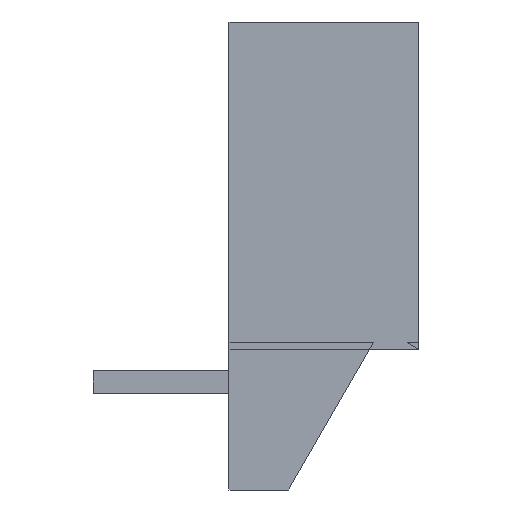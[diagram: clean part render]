
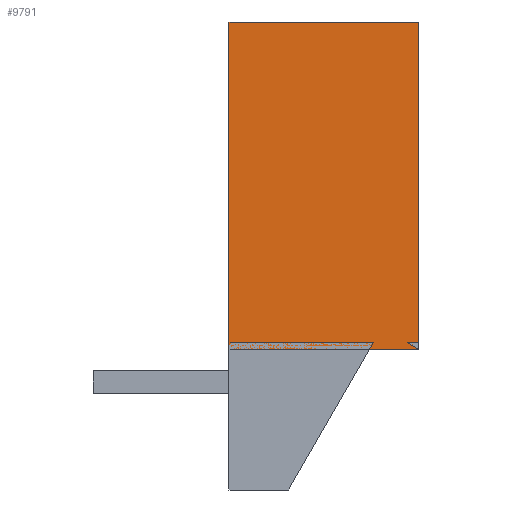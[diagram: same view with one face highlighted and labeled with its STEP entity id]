
A CAD part, left-side view. The second image highlights one B-rep face of the part: STEP entity #9791.
In plain terms, the highlighted planar face has unit normal (-1, 0, 0).
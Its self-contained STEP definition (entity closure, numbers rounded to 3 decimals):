
#9791 = ADVANCED_FACE('',(#9792),#9806,.F.);
#9792 = FACE_BOUND('',#9793,.F.);
#9793 = EDGE_LOOP('',(#9794,#9829,#9857,#9885));
#9794 = ORIENTED_EDGE('',*,*,#9795,.F.);
#9795 = EDGE_CURVE('',#9796,#9798,#9800,.T.);
#9796 = VERTEX_POINT('',#9797);
#9797 = CARTESIAN_POINT('',(1.75,0.,0.));
#9798 = VERTEX_POINT('',#9799);
#9799 = CARTESIAN_POINT('',(1.75,0.,10.));
#9800 = SURFACE_CURVE('',#9801,(#9805,#9817),.PCURVE_S1.);
#9801 = LINE('',#9802,#9803);
#9802 = CARTESIAN_POINT('',(1.75,0.,0.));
#9803 = VECTOR('',#9804,1.);
#9804 = DIRECTION('',(0.,0.,1.));
#9805 = PCURVE('',#9806,#9811);
#9806 = PLANE('',#9807);
#9807 = AXIS2_PLACEMENT_3D('',#9808,#9809,#9810);
#9808 = CARTESIAN_POINT('',(1.75,0.,0.));
#9809 = DIRECTION('',(1.,0.,0.));
#9810 = DIRECTION('',(0.,0.,1.));
#9811 = DEFINITIONAL_REPRESENTATION('',(#9812),#9816);
#9812 = LINE('',#9813,#9814);
#9813 = CARTESIAN_POINT('',(0.,0.));
#9814 = VECTOR('',#9815,1.);
#9815 = DIRECTION('',(1.,0.));
#9816 = ( GEOMETRIC_REPRESENTATION_CONTEXT(2) 
PARAMETRIC_REPRESENTATION_CONTEXT() REPRESENTATION_CONTEXT('2D SPACE',''
  ) );
#9817 = PCURVE('',#9818,#9823);
#9818 = PLANE('',#9819);
#9819 = AXIS2_PLACEMENT_3D('',#9820,#9821,#9822);
#9820 = CARTESIAN_POINT('',(1.75,0.,0.));
#9821 = DIRECTION('',(0.,1.,0.));
#9822 = DIRECTION('',(0.,0.,1.));
#9823 = DEFINITIONAL_REPRESENTATION('',(#9824),#9828);
#9824 = LINE('',#9825,#9826);
#9825 = CARTESIAN_POINT('',(0.,0.));
#9826 = VECTOR('',#9827,1.);
#9827 = DIRECTION('',(1.,0.));
#9828 = ( GEOMETRIC_REPRESENTATION_CONTEXT(2) 
PARAMETRIC_REPRESENTATION_CONTEXT() REPRESENTATION_CONTEXT('2D SPACE',''
  ) );
#9829 = ORIENTED_EDGE('',*,*,#9830,.T.);
#9830 = EDGE_CURVE('',#9796,#9831,#9833,.T.);
#9831 = VERTEX_POINT('',#9832);
#9832 = CARTESIAN_POINT('',(1.75,5.8,0.));
#9833 = SURFACE_CURVE('',#9834,(#9838,#9845),.PCURVE_S1.);
#9834 = LINE('',#9835,#9836);
#9835 = CARTESIAN_POINT('',(1.75,0.,0.));
#9836 = VECTOR('',#9837,1.);
#9837 = DIRECTION('',(0.,1.,0.));
#9838 = PCURVE('',#9806,#9839);
#9839 = DEFINITIONAL_REPRESENTATION('',(#9840),#9844);
#9840 = LINE('',#9841,#9842);
#9841 = CARTESIAN_POINT('',(0.,0.));
#9842 = VECTOR('',#9843,1.);
#9843 = DIRECTION('',(0.,-1.));
#9844 = ( GEOMETRIC_REPRESENTATION_CONTEXT(2) 
PARAMETRIC_REPRESENTATION_CONTEXT() REPRESENTATION_CONTEXT('2D SPACE',''
  ) );
#9845 = PCURVE('',#9846,#9851);
#9846 = PLANE('',#9847);
#9847 = AXIS2_PLACEMENT_3D('',#9848,#9849,#9850);
#9848 = CARTESIAN_POINT('',(1.75,0.,0.));
#9849 = DIRECTION('',(0.,0.,1.));
#9850 = DIRECTION('',(1.,0.,0.));
#9851 = DEFINITIONAL_REPRESENTATION('',(#9852),#9856);
#9852 = LINE('',#9853,#9854);
#9853 = CARTESIAN_POINT('',(0.,0.));
#9854 = VECTOR('',#9855,1.);
#9855 = DIRECTION('',(0.,1.));
#9856 = ( GEOMETRIC_REPRESENTATION_CONTEXT(2) 
PARAMETRIC_REPRESENTATION_CONTEXT() REPRESENTATION_CONTEXT('2D SPACE',''
  ) );
#9857 = ORIENTED_EDGE('',*,*,#9858,.T.);
#9858 = EDGE_CURVE('',#9831,#9859,#9861,.T.);
#9859 = VERTEX_POINT('',#9860);
#9860 = CARTESIAN_POINT('',(1.75,5.8,10.));
#9861 = SURFACE_CURVE('',#9862,(#9866,#9873),.PCURVE_S1.);
#9862 = LINE('',#9863,#9864);
#9863 = CARTESIAN_POINT('',(1.75,5.8,0.));
#9864 = VECTOR('',#9865,1.);
#9865 = DIRECTION('',(0.,0.,1.));
#9866 = PCURVE('',#9806,#9867);
#9867 = DEFINITIONAL_REPRESENTATION('',(#9868),#9872);
#9868 = LINE('',#9869,#9870);
#9869 = CARTESIAN_POINT('',(0.,-5.8));
#9870 = VECTOR('',#9871,1.);
#9871 = DIRECTION('',(1.,0.));
#9872 = ( GEOMETRIC_REPRESENTATION_CONTEXT(2) 
PARAMETRIC_REPRESENTATION_CONTEXT() REPRESENTATION_CONTEXT('2D SPACE',''
  ) );
#9873 = PCURVE('',#9874,#9879);
#9874 = PLANE('',#9875);
#9875 = AXIS2_PLACEMENT_3D('',#9876,#9877,#9878);
#9876 = CARTESIAN_POINT('',(1.75,5.8,0.));
#9877 = DIRECTION('',(0.,1.,0.));
#9878 = DIRECTION('',(0.,0.,1.));
#9879 = DEFINITIONAL_REPRESENTATION('',(#9880),#9884);
#9880 = LINE('',#9881,#9882);
#9881 = CARTESIAN_POINT('',(0.,0.));
#9882 = VECTOR('',#9883,1.);
#9883 = DIRECTION('',(1.,0.));
#9884 = ( GEOMETRIC_REPRESENTATION_CONTEXT(2) 
PARAMETRIC_REPRESENTATION_CONTEXT() REPRESENTATION_CONTEXT('2D SPACE',''
  ) );
#9885 = ORIENTED_EDGE('',*,*,#9886,.F.);
#9886 = EDGE_CURVE('',#9798,#9859,#9887,.T.);
#9887 = SURFACE_CURVE('',#9888,(#9892,#9899),.PCURVE_S1.);
#9888 = LINE('',#9889,#9890);
#9889 = CARTESIAN_POINT('',(1.75,0.,10.));
#9890 = VECTOR('',#9891,1.);
#9891 = DIRECTION('',(0.,1.,0.));
#9892 = PCURVE('',#9806,#9893);
#9893 = DEFINITIONAL_REPRESENTATION('',(#9894),#9898);
#9894 = LINE('',#9895,#9896);
#9895 = CARTESIAN_POINT('',(10.,0.));
#9896 = VECTOR('',#9897,1.);
#9897 = DIRECTION('',(0.,-1.));
#9898 = ( GEOMETRIC_REPRESENTATION_CONTEXT(2) 
PARAMETRIC_REPRESENTATION_CONTEXT() REPRESENTATION_CONTEXT('2D SPACE',''
  ) );
#9899 = PCURVE('',#9900,#9905);
#9900 = PLANE('',#9901);
#9901 = AXIS2_PLACEMENT_3D('',#9902,#9903,#9904);
#9902 = CARTESIAN_POINT('',(1.75,0.,10.));
#9903 = DIRECTION('',(0.,0.,1.));
#9904 = DIRECTION('',(1.,0.,0.));
#9905 = DEFINITIONAL_REPRESENTATION('',(#9906),#9910);
#9906 = LINE('',#9907,#9908);
#9907 = CARTESIAN_POINT('',(0.,0.));
#9908 = VECTOR('',#9909,1.);
#9909 = DIRECTION('',(0.,1.));
#9910 = ( GEOMETRIC_REPRESENTATION_CONTEXT(2) 
PARAMETRIC_REPRESENTATION_CONTEXT() REPRESENTATION_CONTEXT('2D SPACE',''
  ) );
